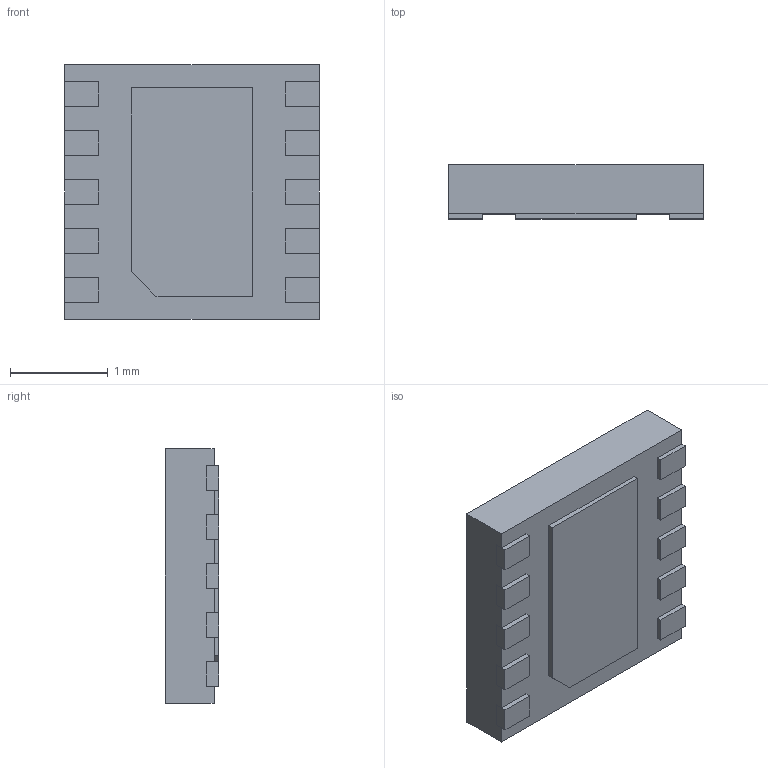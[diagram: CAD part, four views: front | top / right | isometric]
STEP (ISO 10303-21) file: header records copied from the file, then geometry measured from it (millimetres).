
FILE_DESCRIPTION (( 'STEP AP214' ), '1' );
FILE_NAME ('517AN.STEP', '2024-05-08T11:43:27', ( 'LENOVO' ), ( '' ), 'SwSTEP 2.0', 'SolidWorks 2021', '' );
FILE_SCHEMA (( 'AUTOMOTIVE_DESIGN' ));
Length unit declared in the file: millimetre
Products named in the file (2): 517AN_517AN; 517AN
Assembly tree (1 placements, depth 2):
  517AN
    517AN_517AN
Bounding box: 2.6 x 0.55 x 2.6 mm (x, y, z)
Volume: 3.6 mm3; surface area: 29.2 mm2
Topology: 13 solids, 13 shells, 126 faces, 294 edges, 196 vertices
Faces by surface type: plane 122, cylinder 4
Entity records: 3700 total; most frequent: CARTESIAN_POINT 620, ORIENTED_EDGE 588, DIRECTION 562, EDGE_CURVE 294, VECTOR 286, LINE 286, VERTEX_POINT 196, AXIS2_PLACEMENT_3D 138
